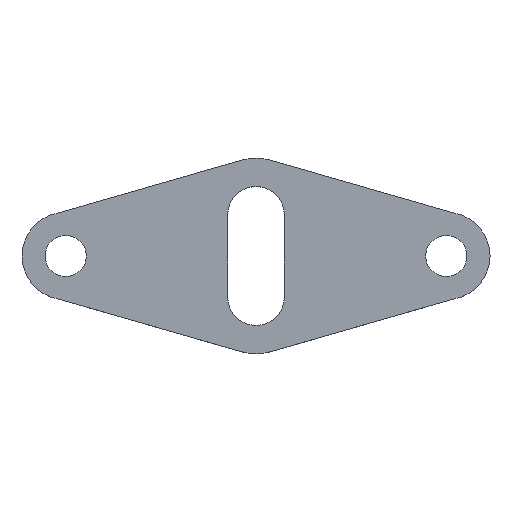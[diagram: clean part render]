
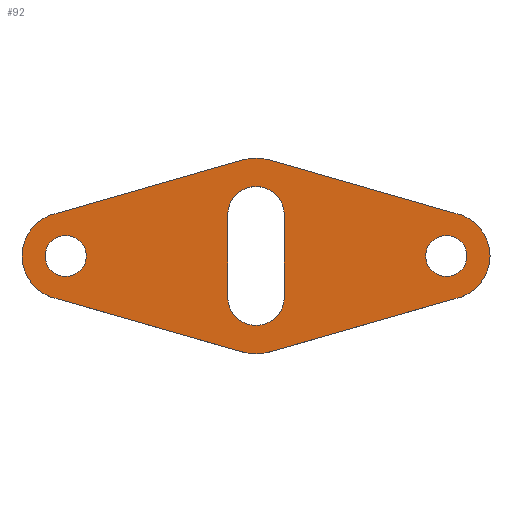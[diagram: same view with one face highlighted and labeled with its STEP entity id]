
A CAD part, top view. The second image highlights one B-rep face of the part: STEP entity #92.
In plain terms, the highlighted planar face has unit normal (0, 0, 1).
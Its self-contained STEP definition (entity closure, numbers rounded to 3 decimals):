
#46=FACE_BOUND('',#130,.T.);
#47=FACE_BOUND('',#131,.T.);
#48=FACE_BOUND('',#132,.T.);
#49=FACE_BOUND('',#133,.T.);
#63=CIRCLE('',#337,11.);
#65=CIRCLE('',#341,22.);
#67=CIRCLE('',#345,17.);
#69=CIRCLE('',#349,22.);
#71=CIRCLE('',#353,17.);
#72=CIRCLE('',#355,8.);
#75=CIRCLE('',#359,11.);
#76=CIRCLE('',#362,8.);
#92=ADVANCED_FACE('',(#46,#47,#48,#49),#100,.F.);
#100=PLANE('',#365);
#130=EDGE_LOOP('',(#190,#191,#192,#193,#194,#195,#196,#197));
#131=EDGE_LOOP('',(#198,#199,#200,#201));
#132=EDGE_LOOP('',(#202));
#133=EDGE_LOOP('',(#203));
#190=ORIENTED_EDGE('',*,*,#258,.F.);
#191=ORIENTED_EDGE('',*,*,#283,.F.);
#192=ORIENTED_EDGE('',*,*,#276,.F.);
#193=ORIENTED_EDGE('',*,*,#273,.F.);
#194=ORIENTED_EDGE('',*,*,#270,.F.);
#195=ORIENTED_EDGE('',*,*,#267,.F.);
#196=ORIENTED_EDGE('',*,*,#264,.F.);
#197=ORIENTED_EDGE('',*,*,#261,.F.);
#198=ORIENTED_EDGE('',*,*,#248,.F.);
#199=ORIENTED_EDGE('',*,*,#281,.F.);
#200=ORIENTED_EDGE('',*,*,#254,.F.);
#201=ORIENTED_EDGE('',*,*,#251,.F.);
#202=ORIENTED_EDGE('',*,*,#278,.F.);
#203=ORIENTED_EDGE('',*,*,#284,.T.);
#220=VERTEX_POINT('',#462);
#221=VERTEX_POINT('',#464);
#223=VERTEX_POINT('',#470);
#225=VERTEX_POINT('',#476);
#228=VERTEX_POINT('',#483);
#229=VERTEX_POINT('',#485);
#231=VERTEX_POINT('',#491);
#233=VERTEX_POINT('',#497);
#235=VERTEX_POINT('',#503);
#237=VERTEX_POINT('',#509);
#239=VERTEX_POINT('',#515);
#241=VERTEX_POINT('',#521);
#242=VERTEX_POINT('',#525);
#244=VERTEX_POINT('',#536);
#248=EDGE_CURVE('',#220,#221,#288,.T.);
#251=EDGE_CURVE('',#221,#223,#63,.T.);
#254=EDGE_CURVE('',#223,#225,#292,.T.);
#258=EDGE_CURVE('',#228,#229,#65,.T.);
#261=EDGE_CURVE('',#229,#231,#297,.T.);
#264=EDGE_CURVE('',#231,#233,#67,.T.);
#267=EDGE_CURVE('',#233,#235,#301,.T.);
#270=EDGE_CURVE('',#235,#237,#69,.T.);
#273=EDGE_CURVE('',#237,#239,#305,.T.);
#276=EDGE_CURVE('',#239,#241,#71,.T.);
#278=EDGE_CURVE('',#242,#242,#72,.T.);
#281=EDGE_CURVE('',#225,#220,#75,.T.);
#283=EDGE_CURVE('',#241,#228,#309,.T.);
#284=EDGE_CURVE('',#244,#244,#76,.T.);
#288=LINE('',#463,#312);
#292=LINE('',#475,#316);
#297=LINE('',#490,#321);
#301=LINE('',#502,#325);
#305=LINE('',#514,#329);
#309=LINE('',#533,#333);
#312=VECTOR('',#371,1.);
#316=VECTOR('',#383,1.);
#321=VECTOR('',#396,1.);
#325=VECTOR('',#408,1.);
#329=VECTOR('',#420,1.);
#333=VECTOR('',#444,1.);
#337=AXIS2_PLACEMENT_3D('',#469,#377,#378);
#341=AXIS2_PLACEMENT_3D('',#484,#390,#391);
#345=AXIS2_PLACEMENT_3D('',#496,#402,#403);
#349=AXIS2_PLACEMENT_3D('',#508,#414,#415);
#353=AXIS2_PLACEMENT_3D('',#520,#426,#427);
#355=AXIS2_PLACEMENT_3D('',#524,#431,#432);
#359=AXIS2_PLACEMENT_3D('',#530,#439,#440);
#362=AXIS2_PLACEMENT_3D('',#535,#447,#448);
#365=AXIS2_PLACEMENT_3D('',#540,#453,#454);
#371=DIRECTION('',(0.,-1.,0.));
#377=DIRECTION('',(0.,0.,1.));
#378=DIRECTION('',(1.,0.,0.));
#383=DIRECTION('',(0.,1.,0.));
#390=DIRECTION('',(0.,0.,-1.));
#391=DIRECTION('',(1.,0.,0.));
#396=DIRECTION('',(0.961,-0.277,0.));
#402=DIRECTION('',(0.,0.,-1.));
#403=DIRECTION('',(1.,0.,0.));
#408=DIRECTION('',(-0.961,-0.277,0.));
#414=DIRECTION('',(0.,0.,-1.));
#415=DIRECTION('',(1.,0.,0.));
#420=DIRECTION('',(-0.961,0.277,0.));
#426=DIRECTION('',(0.,0.,-1.));
#427=DIRECTION('',(1.,0.,0.));
#431=DIRECTION('',(0.,0.,1.));
#432=DIRECTION('',(1.,0.,0.));
#439=DIRECTION('',(0.,0.,1.));
#440=DIRECTION('',(1.,0.,0.));
#444=DIRECTION('',(0.961,0.277,0.));
#447=DIRECTION('',(0.,0.,-1.));
#448=DIRECTION('',(1.,0.,0.));
#453=DIRECTION('',(0.,0.,-1.));
#454=DIRECTION('',(-1.,0.,0.));
#462=CARTESIAN_POINT('',(-14.717,36.,10.));
#463=CARTESIAN_POINT('',(-14.717,36.,10.));
#464=CARTESIAN_POINT('',(-14.717,4.,10.));
#469=CARTESIAN_POINT('',(-3.717,4.,10.));
#470=CARTESIAN_POINT('',(7.283,4.,10.));
#475=CARTESIAN_POINT('',(7.283,4.,10.));
#476=CARTESIAN_POINT('',(7.283,36.,10.));
#483=CARTESIAN_POINT('',(-9.802,57.141,10.));
#484=CARTESIAN_POINT('',(-3.717,36.,10.));
#485=CARTESIAN_POINT('',(2.369,57.141,10.));
#490=CARTESIAN_POINT('',(2.369,57.141,10.));
#491=CARTESIAN_POINT('',(73.236,36.742,10.));
#496=CARTESIAN_POINT('',(70.283,20.,10.));
#497=CARTESIAN_POINT('',(73.236,3.258,10.));
#502=CARTESIAN_POINT('',(73.236,3.258,10.));
#503=CARTESIAN_POINT('',(2.369,-17.141,10.));
#508=CARTESIAN_POINT('',(-3.717,4.,10.));
#509=CARTESIAN_POINT('',(-9.802,-17.141,10.));
#514=CARTESIAN_POINT('',(-9.802,-17.141,10.));
#515=CARTESIAN_POINT('',(-80.669,3.258,10.));
#520=CARTESIAN_POINT('',(-77.717,20.,10.));
#521=CARTESIAN_POINT('',(-80.669,36.742,10.));
#524=CARTESIAN_POINT('',(-77.717,20.,10.));
#525=CARTESIAN_POINT('',(-69.717,20.,10.));
#530=CARTESIAN_POINT('',(-3.717,36.,10.));
#533=CARTESIAN_POINT('',(-80.669,36.742,10.));
#535=CARTESIAN_POINT('',(70.283,20.,10.));
#536=CARTESIAN_POINT('',(78.283,20.,10.));
#540=CARTESIAN_POINT('',(-3.717,36.,10.));
